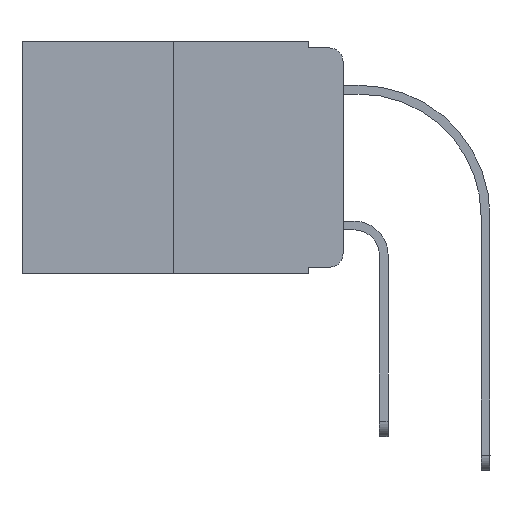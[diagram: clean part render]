
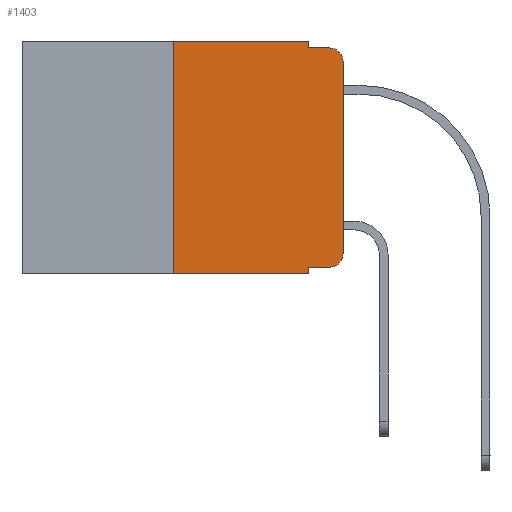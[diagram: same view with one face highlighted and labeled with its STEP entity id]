
A CAD part, left-side view. The second image highlights one B-rep face of the part: STEP entity #1403.
In plain terms, the highlighted planar face has unit normal (-1, 0, 0).
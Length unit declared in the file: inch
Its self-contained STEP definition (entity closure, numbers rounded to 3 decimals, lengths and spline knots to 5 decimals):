
#3 = ORIENTED_EDGE ( 'NONE', *, *, #1051, .T. ) ;
#64 = CARTESIAN_POINT ( 'NONE',  ( 0., 0.051, -0.333 ) ) ;
#319 = VECTOR ( 'NONE', #6318, 39.37008 ) ;
#431 = DIRECTION ( 'NONE',  ( 0., -1., 0. ) ) ;
#517 = ORIENTED_EDGE ( 'NONE', *, *, #5736, .T. ) ;
#597 = VERTEX_POINT ( 'NONE', #9526 ) ;
#624 = ORIENTED_EDGE ( 'NONE', *, *, #4974, .F. ) ;
#728 = VERTEX_POINT ( 'NONE', #1175 ) ;
#1051 = EDGE_CURVE ( 'NONE', #9142, #4410, #3995, .T. ) ;
#1133 = VECTOR ( 'NONE', #3668, 39.37008 ) ;
#1168 = EDGE_CURVE ( 'NONE', #597, #5768, #4687, .T. ) ;
#1175 = CARTESIAN_POINT ( 'NONE',  ( 0., 0.25, 0. ) ) ;
#1182 = LINE ( 'NONE', #1239, #9106 ) ;
#1239 = CARTESIAN_POINT ( 'NONE',  ( 0., 0.473, 0. ) ) ;
#1403 = ADVANCED_FACE ( 'NONE', ( #7801 ), #3611, .F. ) ;
#1443 = LINE ( 'NONE', #10067, #1511 ) ;
#1511 = VECTOR ( 'NONE', #2469, 39.37008 ) ;
#1519 = ORIENTED_EDGE ( 'NONE', *, *, #7401, .T. ) ;
#2009 = LINE ( 'NONE', #64, #9634 ) ;
#2051 = CARTESIAN_POINT ( 'NONE',  ( 0., 0.051, -0.333 ) ) ;
#2109 = EDGE_CURVE ( 'NONE', #5423, #8958, #9291, .T. ) ;
#2211 = AXIS2_PLACEMENT_3D ( 'NONE', #2982, #6430, #3269 ) ;
#2469 = DIRECTION ( 'NONE',  ( 0., 0., 1. ) ) ;
#2486 = DIRECTION ( 'NONE',  ( 0., 0., -1. ) ) ;
#2735 = CARTESIAN_POINT ( 'NONE',  ( 0., 0.02, -0.333 ) ) ;
#2982 = CARTESIAN_POINT ( 'NONE',  ( 0., 0.02, -0.03 ) ) ;
#3269 = DIRECTION ( 'NONE',  ( 0., 0., -1. ) ) ;
#3508 = DIRECTION ( 'NONE',  ( 0., 0., -1. ) ) ;
#3611 = PLANE ( 'NONE',  #6688 ) ;
#3658 = VECTOR ( 'NONE', #431, 39.37008 ) ;
#3668 = DIRECTION ( 'NONE',  ( 0., 0., 1. ) ) ;
#3681 = CARTESIAN_POINT ( 'NONE',  ( 0., 0., -0.313 ) ) ;
#3689 = ORIENTED_EDGE ( 'NONE', *, *, #7188, .T. ) ;
#3989 = CARTESIAN_POINT ( 'NONE',  ( 0., 0.051, -0.01 ) ) ;
#3995 = CIRCLE ( 'NONE', #5775, 0.02 ) ;
#4327 = EDGE_CURVE ( 'NONE', #597, #728, #1443, .T. ) ;
#4410 = VERTEX_POINT ( 'NONE', #3681 ) ;
#4416 = VECTOR ( 'NONE', #7572, 39.37008 ) ;
#4428 = CARTESIAN_POINT ( 'NONE',  ( 0., 0.02, -0.313 ) ) ;
#4570 = LINE ( 'NONE', #8854, #1133 ) ;
#4583 = DIRECTION ( 'NONE',  ( 0., 0., -1. ) ) ;
#4687 = LINE ( 'NONE', #10801, #319 ) ;
#4974 = EDGE_CURVE ( 'NONE', #728, #8834, #1182, .T. ) ;
#5406 = EDGE_LOOP ( 'NONE', ( #1519, #3689, #5712, #9083, #624, #8139, #9038, #10241, #517, #3 ) ) ;
#5423 = VERTEX_POINT ( 'NONE', #8259 ) ;
#5712 = ORIENTED_EDGE ( 'NONE', *, *, #2109, .F. ) ;
#5736 = EDGE_CURVE ( 'NONE', #6409, #9142, #2009, .T. ) ;
#5768 = VERTEX_POINT ( 'NONE', #7001 ) ;
#5775 = AXIS2_PLACEMENT_3D ( 'NONE', #4428, #7003, #4583 ) ;
#5875 = LINE ( 'NONE', #7799, #4416 ) ;
#6318 = DIRECTION ( 'NONE',  ( 0., -1., 0. ) ) ;
#6409 = VERTEX_POINT ( 'NONE', #2051 ) ;
#6430 = DIRECTION ( 'NONE',  ( -1., 0., 0. ) ) ;
#6688 = AXIS2_PLACEMENT_3D ( 'NONE', #7040, #9541, #3508 ) ;
#7001 = CARTESIAN_POINT ( 'NONE',  ( 0., 0.051, -0.343 ) ) ;
#7003 = DIRECTION ( 'NONE',  ( -1., 0., 0. ) ) ;
#7040 = CARTESIAN_POINT ( 'NONE',  ( 0., 0.473, 0. ) ) ;
#7080 = CARTESIAN_POINT ( 'NONE',  ( 0., 0., -0.03 ) ) ;
#7188 = EDGE_CURVE ( 'NONE', #7794, #8958, #7843, .T. ) ;
#7257 = EDGE_CURVE ( 'NONE', #6409, #5768, #5875, .T. ) ;
#7330 = DIRECTION ( 'NONE',  ( 0., -1., 0. ) ) ;
#7401 = EDGE_CURVE ( 'NONE', #4410, #7794, #4570, .T. ) ;
#7572 = DIRECTION ( 'NONE',  ( 0., 0., -1. ) ) ;
#7794 = VERTEX_POINT ( 'NONE', #7080 ) ;
#7799 = CARTESIAN_POINT ( 'NONE',  ( 0., 0.051, 0. ) ) ;
#7801 = FACE_OUTER_BOUND ( 'NONE', #5406, .T. ) ;
#7843 = CIRCLE ( 'NONE', #2211, 0.02 ) ;
#7972 = DIRECTION ( 'NONE',  ( 0., -1., 0. ) ) ;
#8064 = EDGE_CURVE ( 'NONE', #8834, #5423, #10084, .T. ) ;
#8139 = ORIENTED_EDGE ( 'NONE', *, *, #4327, .F. ) ;
#8140 = CARTESIAN_POINT ( 'NONE',  ( 0., 0.051, 0. ) ) ;
#8259 = CARTESIAN_POINT ( 'NONE',  ( 0., 0.051, -0.01 ) ) ;
#8298 = CARTESIAN_POINT ( 'NONE',  ( 0., 0.02, -0.01 ) ) ;
#8442 = CARTESIAN_POINT ( 'NONE',  ( 0., 0.051, 0. ) ) ;
#8834 = VERTEX_POINT ( 'NONE', #8140 ) ;
#8854 = CARTESIAN_POINT ( 'NONE',  ( 0., 0., 0. ) ) ;
#8958 = VERTEX_POINT ( 'NONE', #8298 ) ;
#9038 = ORIENTED_EDGE ( 'NONE', *, *, #1168, .T. ) ;
#9064 = VECTOR ( 'NONE', #2486, 39.37008 ) ;
#9083 = ORIENTED_EDGE ( 'NONE', *, *, #8064, .F. ) ;
#9106 = VECTOR ( 'NONE', #7330, 39.37008 ) ;
#9142 = VERTEX_POINT ( 'NONE', #2735 ) ;
#9291 = LINE ( 'NONE', #3989, #3658 ) ;
#9526 = CARTESIAN_POINT ( 'NONE',  ( 0., 0.25, -0.343 ) ) ;
#9541 = DIRECTION ( 'NONE',  ( 1., 0., 0. ) ) ;
#9634 = VECTOR ( 'NONE', #7972, 39.37008 ) ;
#10067 = CARTESIAN_POINT ( 'NONE',  ( 0., 0.25, 0. ) ) ;
#10084 = LINE ( 'NONE', #8442, #9064 ) ;
#10241 = ORIENTED_EDGE ( 'NONE', *, *, #7257, .F. ) ;
#10801 = CARTESIAN_POINT ( 'NONE',  ( 0., 0.473, -0.343 ) ) ;
